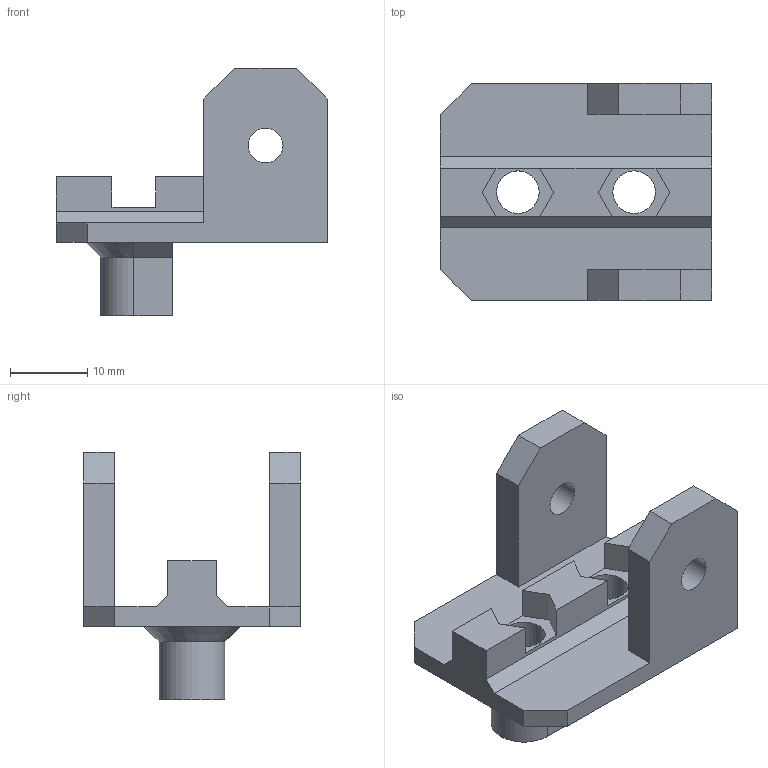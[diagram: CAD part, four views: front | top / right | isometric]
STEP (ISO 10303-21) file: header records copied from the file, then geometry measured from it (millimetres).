
FILE_DESCRIPTION(/* description */ (''),/* implementation_level */ '2;1');
FILE_NAME(/* name */ 'Idler X Bracket L.step',/* time_stamp */ '2018-04-07T23:39:08+02:00',/* author */ (''),/* organization */ (''),/* preprocessor_version */ 'ST-DEVELOPER v16.13',/* originating_system */ 'Autodesk Translation Framework v6.5.0.72',/* authorisation */ '');
FILE_SCHEMA (('AUTOMOTIVE_DESIGN { 1 0 10303 214 3 1 1 }'));
Length unit declared in the file: millimetre
Products named in the file (1): Idler X Bracket L
Bounding box: 35 x 28 x 32 mm (x, y, z)
Volume: 6010.8 mm3; surface area: 4747.1 mm2
Topology: 1 solids, 1 shells, 48 faces, 135 edges, 90 vertices
Faces by surface type: plane 42, cylinder 5, cone 1
Full cylindrical faces by diameter (mm): 4.5 x2, 5.5 x2
Entity records: 1581 total; most frequent: CARTESIAN_POINT 274, ORIENTED_EDGE 270, DIRECTION 246, EDGE_CURVE 135, LINE 122, VECTOR 122, VERTEX_POINT 90, AXIS2_PLACEMENT_3D 62
